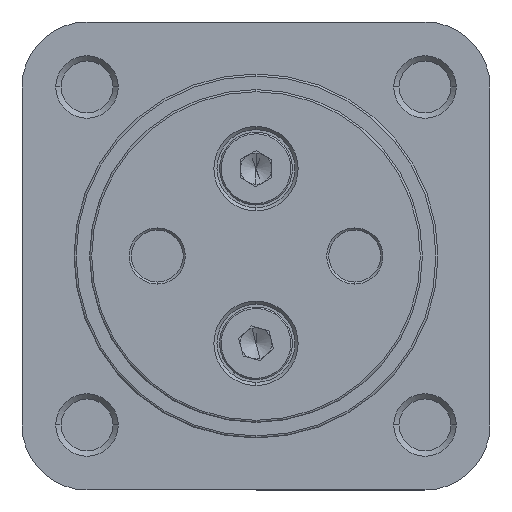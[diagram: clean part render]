
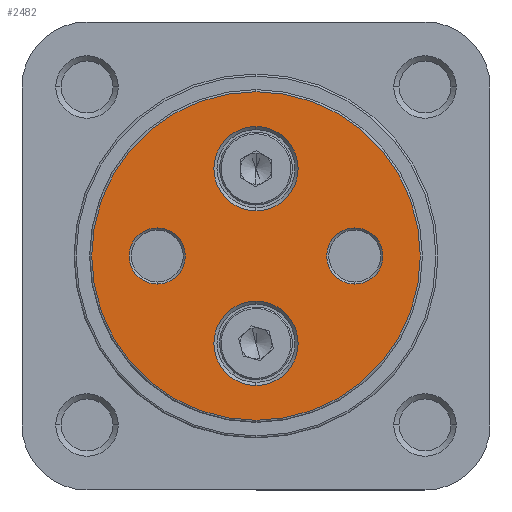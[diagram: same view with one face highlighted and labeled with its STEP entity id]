
A CAD part, left-side view. The second image highlights one B-rep face of the part: STEP entity #2482.
In plain terms, the highlighted planar face has unit normal (-1, 0, 0).
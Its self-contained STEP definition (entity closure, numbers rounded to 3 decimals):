
#266 = DIRECTION ( 'NONE',  ( 0., 0., -1. ) ) ;
#267 = DIRECTION ( 'NONE',  ( 1., 0., 0. ) ) ;
#275 = PLANE ( 'NONE',  #7349 ) ;
#311 = CARTESIAN_POINT ( 'NONE',  ( 0., 0., 0. ) ) ;
#655 = ORIENTED_EDGE ( 'NONE', *, *, #7190, .T. ) ;
#656 = ORIENTED_EDGE ( 'NONE', *, *, #7184, .T. ) ;
#657 = ORIENTED_EDGE ( 'NONE', *, *, #7227, .T. ) ;
#665 = ORIENTED_EDGE ( 'NONE', *, *, #7244, .T. ) ;
#666 = ORIENTED_EDGE ( 'NONE', *, *, #7191, .T. ) ;
#667 = ORIENTED_EDGE ( 'NONE', *, *, #6613, .T. ) ;
#668 = ORIENTED_EDGE ( 'NONE', *, *, #7196, .T. ) ;
#669 = ORIENTED_EDGE ( 'NONE', *, *, #6611, .T. ) ;
#670 = ORIENTED_EDGE ( 'NONE', *, *, #6608, .T. ) ;
#671 = ORIENTED_EDGE ( 'NONE', *, *, #7195, .T. ) ;
#825 = EDGE_LOOP ( 'NONE', ( #671, #670 ) ) ;
#984 = EDGE_LOOP ( 'NONE', ( #669, #668 ) ) ;
#1101 = EDGE_LOOP ( 'NONE', ( #657, #655 ) ) ;
#1121 = EDGE_LOOP ( 'NONE', ( #665, #656 ) ) ;
#1123 = EDGE_LOOP ( 'NONE', ( #667, #666 ) ) ;
#1290 = FACE_OUTER_BOUND ( 'NONE', #825, .T. ) ;
#1292 = FACE_BOUND ( 'NONE', #1101, .T. ) ;
#1298 = FACE_BOUND ( 'NONE', #984, .T. ) ;
#1300 = FACE_BOUND ( 'NONE', #1123, .T. ) ;
#1302 = FACE_BOUND ( 'NONE', #1121, .T. ) ;
#2482 = ADVANCED_FACE ( 'NONE', ( #1290, #1298, #1300, #1302, #1292 ), #275, .F. ) ;
#3475 = CARTESIAN_POINT ( 'NONE',  ( 0., 0., 0. ) ) ;
#3476 = DIRECTION ( 'NONE',  ( -1., 0., 0. ) ) ;
#3477 = DIRECTION ( 'NONE',  ( 0., 0., -1. ) ) ;
#3483 = CARTESIAN_POINT ( 'NONE',  ( 0., 0., -8.4 ) ) ;
#3484 = DIRECTION ( 'NONE',  ( 1., 0., 0. ) ) ;
#3485 = DIRECTION ( 'NONE',  ( 0., 0., -1. ) ) ;
#3488 = CARTESIAN_POINT ( 'NONE',  ( 0., 0., 8.4 ) ) ;
#3489 = DIRECTION ( 'NONE',  ( 1., 0., 0. ) ) ;
#3490 = DIRECTION ( 'NONE',  ( 0., 0., -1. ) ) ;
#4132 = CIRCLE ( 'NONE', #7623, 15.8 ) ;
#4137 = CIRCLE ( 'NONE', #7625, 4.05 ) ;
#4138 = CIRCLE ( 'NONE', #7624, 4.05 ) ;
#4939 = CIRCLE ( 'NONE', #7800, 2.7 ) ;
#4945 = CIRCLE ( 'NONE', #7806, 2.7 ) ;
#4946 = CIRCLE ( 'NONE', #7801, 4.05 ) ;
#4950 = CIRCLE ( 'NONE', #7811, 15.8 ) ;
#4951 = CIRCLE ( 'NONE', #7812, 4.05 ) ;
#5686 = CARTESIAN_POINT ( 'NONE',  ( 0., -9.5, 0. ) ) ;
#5692 = DIRECTION ( 'NONE',  ( 1., 0., 0. ) ) ;
#5693 = DIRECTION ( 'NONE',  ( 0., 0., -1. ) ) ;
#5704 = CARTESIAN_POINT ( 'NONE',  ( 0., 9.5, 0. ) ) ;
#5710 = DIRECTION ( 'NONE',  ( 1., 0., 0. ) ) ;
#5711 = DIRECTION ( 'NONE',  ( 0., 0., -1. ) ) ;
#5712 = CARTESIAN_POINT ( 'NONE',  ( 0., 0., 8.4 ) ) ;
#5714 = DIRECTION ( 'NONE',  ( 1., 0., 0. ) ) ;
#5715 = DIRECTION ( 'NONE',  ( 0., 0., -1. ) ) ;
#5719 = CARTESIAN_POINT ( 'NONE',  ( 0., 0., 0. ) ) ;
#5722 = CARTESIAN_POINT ( 'NONE',  ( 0., 0., -8.4 ) ) ;
#5726 = DIRECTION ( 'NONE',  ( -1., 0., 0. ) ) ;
#5727 = DIRECTION ( 'NONE',  ( 0., 0., -1. ) ) ;
#5729 = DIRECTION ( 'NONE',  ( 1., 0., 0. ) ) ;
#5730 = DIRECTION ( 'NONE',  ( 0., 0., -1. ) ) ;
#5811 = CARTESIAN_POINT ( 'NONE',  ( 0., 9.5, 0. ) ) ;
#5812 = DIRECTION ( 'NONE',  ( 1., 0., 0. ) ) ;
#5813 = DIRECTION ( 'NONE',  ( 0., 0., -1. ) ) ;
#5851 = CARTESIAN_POINT ( 'NONE',  ( 0., -9.5, 0. ) ) ;
#5858 = DIRECTION ( 'NONE',  ( 1., 0., 0. ) ) ;
#5859 = DIRECTION ( 'NONE',  ( 0., 0., -1. ) ) ;
#5910 = CARTESIAN_POINT ( 'NONE',  ( 0., 9.5, -2.7 ) ) ;
#5914 = CARTESIAN_POINT ( 'NONE',  ( 0., 9.5, 2.7 ) ) ;
#5927 = CARTESIAN_POINT ( 'NONE',  ( 0., 0., 15.8 ) ) ;
#5932 = CARTESIAN_POINT ( 'NONE',  ( 0., 0., -15.8 ) ) ;
#5937 = CARTESIAN_POINT ( 'NONE',  ( 0., -9.5, 2.7 ) ) ;
#5940 = CARTESIAN_POINT ( 'NONE',  ( 0., -9.5, -2.7 ) ) ;
#6049 = CARTESIAN_POINT ( 'NONE',  ( 0., 0., -4.35 ) ) ;
#6148 = CARTESIAN_POINT ( 'NONE',  ( 0., 0., 4.35 ) ) ;
#6180 = CARTESIAN_POINT ( 'NONE',  ( 0., 0., 12.45 ) ) ;
#6219 = CARTESIAN_POINT ( 'NONE',  ( 0., 0., -12.45 ) ) ;
#6258 = CIRCLE ( 'NONE', #7834, 2.7 ) ;
#6281 = CIRCLE ( 'NONE', #7845, 2.7 ) ;
#6608 = EDGE_CURVE ( 'NONE', #8256, #8262, #4132, .T. ) ;
#6611 = EDGE_CURVE ( 'NONE', #8379, #8549, #4137, .T. ) ;
#6613 = EDGE_CURVE ( 'NONE', #8510, #8478, #4138, .T. ) ;
#7184 = EDGE_CURVE ( 'NONE', #8270, #8267, #4939, .T. ) ;
#7190 = EDGE_CURVE ( 'NONE', #8239, #8243, #4945, .T. ) ;
#7191 = EDGE_CURVE ( 'NONE', #8478, #8510, #4946, .T. ) ;
#7195 = EDGE_CURVE ( 'NONE', #8262, #8256, #4950, .T. ) ;
#7196 = EDGE_CURVE ( 'NONE', #8549, #8379, #4951, .T. ) ;
#7227 = EDGE_CURVE ( 'NONE', #8243, #8239, #6258, .T. ) ;
#7244 = EDGE_CURVE ( 'NONE', #8267, #8270, #6281, .T. ) ;
#7349 = AXIS2_PLACEMENT_3D ( 'NONE', #311, #267, #266 ) ;
#7623 = AXIS2_PLACEMENT_3D ( 'NONE', #3475, #3476, #3477 ) ;
#7624 = AXIS2_PLACEMENT_3D ( 'NONE', #3488, #3489, #3490 ) ;
#7625 = AXIS2_PLACEMENT_3D ( 'NONE', #3483, #3484, #3485 ) ;
#7800 = AXIS2_PLACEMENT_3D ( 'NONE', #5686, #5692, #5693 ) ;
#7801 = AXIS2_PLACEMENT_3D ( 'NONE', #5712, #5714, #5715 ) ;
#7806 = AXIS2_PLACEMENT_3D ( 'NONE', #5704, #5710, #5711 ) ;
#7811 = AXIS2_PLACEMENT_3D ( 'NONE', #5719, #5726, #5727 ) ;
#7812 = AXIS2_PLACEMENT_3D ( 'NONE', #5722, #5729, #5730 ) ;
#7834 = AXIS2_PLACEMENT_3D ( 'NONE', #5811, #5812, #5813 ) ;
#7845 = AXIS2_PLACEMENT_3D ( 'NONE', #5851, #5858, #5859 ) ;
#8239 = VERTEX_POINT ( 'NONE', #5910 ) ;
#8243 = VERTEX_POINT ( 'NONE', #5914 ) ;
#8256 = VERTEX_POINT ( 'NONE', #5927 ) ;
#8262 = VERTEX_POINT ( 'NONE', #5932 ) ;
#8267 = VERTEX_POINT ( 'NONE', #5937 ) ;
#8270 = VERTEX_POINT ( 'NONE', #5940 ) ;
#8379 = VERTEX_POINT ( 'NONE', #6049 ) ;
#8478 = VERTEX_POINT ( 'NONE', #6148 ) ;
#8510 = VERTEX_POINT ( 'NONE', #6180 ) ;
#8549 = VERTEX_POINT ( 'NONE', #6219 ) ;
